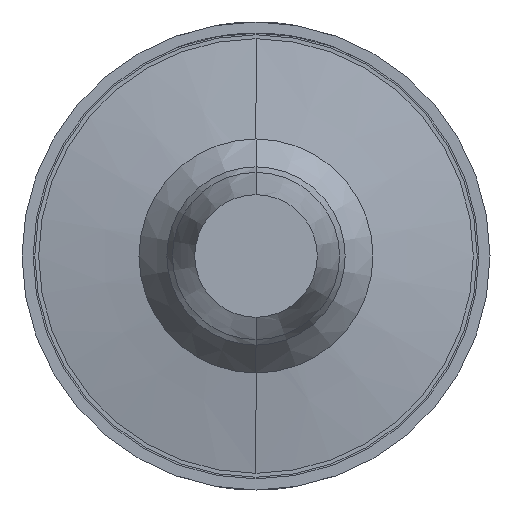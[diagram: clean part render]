
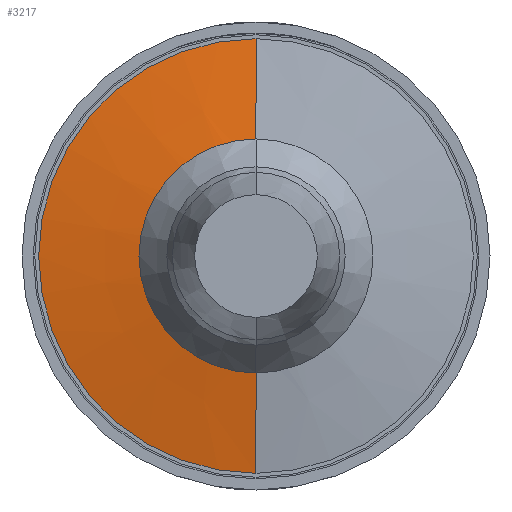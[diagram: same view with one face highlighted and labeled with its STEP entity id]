
A CAD part, front view. The second image highlights one B-rep face of the part: STEP entity #3217.
In plain terms, the highlighted conical face has half-angle 80.134 degrees and reference radius 0.8 mm.
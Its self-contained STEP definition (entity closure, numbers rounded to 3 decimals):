
#152 = CARTESIAN_POINT ( 'NONE',  ( 0., -41.6, 0. ) ) ;
#272 = CARTESIAN_POINT ( 'NONE',  ( 0., -41.6, -0.8 ) ) ;
#326 = CARTESIAN_POINT ( 'NONE',  ( 0., -41.4, 0. ) ) ;
#586 = CARTESIAN_POINT ( 'NONE',  ( 0., -41.6, 0.8 ) ) ;
#686 = ORIENTED_EDGE ( 'NONE', *, *, #6298, .T. ) ;
#820 = VERTEX_POINT ( 'NONE', #3408 ) ;
#1161 = LINE ( 'NONE', #586, #4833 ) ;
#1222 = EDGE_LOOP ( 'NONE', ( #2621, #686, #1611, #2458 ) ) ;
#1436 = CARTESIAN_POINT ( 'NONE',  ( 0., -41.4, 1.95 ) ) ;
#1459 = VERTEX_POINT ( 'NONE', #6378 ) ;
#1611 = ORIENTED_EDGE ( 'NONE', *, *, #2375, .T. ) ;
#1828 = AXIS2_PLACEMENT_3D ( 'NONE', #326, #4395, #6005 ) ;
#1985 = LINE ( 'NONE', #272, #3897 ) ;
#2197 = EDGE_CURVE ( 'Defeature ausgef�hrt1_24+Defeature ausgef�hrt1_23+Defeature ausgef�hrt1_23+Defeature ausgef�hrt1_23', #5921, #1459, #3125, .T. ) ;
#2212 = DIRECTION ( 'NONE',  ( 0., 0., 1. ) ) ;
#2229 = CIRCLE ( 'NONE', #1828, 1.95 ) ;
#2375 = EDGE_CURVE ( 'Defeature ausgef�hrt1_23+Defeature ausgef�hrt1_22+Defeature ausgef�hrt1_22+Defeature ausgef�hrt1_22', #6203, #820, #2229, .T. ) ;
#2458 = ORIENTED_EDGE ( 'NONE', *, *, #3714, .F. ) ;
#2520 = AXIS2_PLACEMENT_3D ( 'NONE', #152, #5249, #2212 ) ;
#2621 = ORIENTED_EDGE ( 'NONE', *, *, #2197, .F. ) ;
#2714 = CONICAL_SURFACE ( 'NONE', #3630, 0.8, 1.399 ) ;
#3125 = CIRCLE ( 'NONE', #2520, 0.8 ) ;
#3203 = CARTESIAN_POINT ( 'NONE',  ( 0., -41.6, 0. ) ) ;
#3217 = ADVANCED_FACE ( 'Defeature ausgef�hrt1_23', ( #5576 ), #2714, .T. ) ;
#3408 = CARTESIAN_POINT ( 'NONE',  ( 0., -41.4, -1.95 ) ) ;
#3630 = AXIS2_PLACEMENT_3D ( 'NONE', #3203, #5803, #6336 ) ;
#3714 = EDGE_CURVE ( 'NONE', #1459, #820, #1985, .T. ) ;
#3897 = VECTOR ( 'NONE', #5410, 1000. ) ;
#4395 = DIRECTION ( 'NONE',  ( 0., -1., 0. ) ) ;
#4687 = DIRECTION ( 'NONE',  ( 0., 0.171, 0.985 ) ) ;
#4833 = VECTOR ( 'NONE', #4687, 1000. ) ;
#5249 = DIRECTION ( 'NONE',  ( 0., -1., 0. ) ) ;
#5410 = DIRECTION ( 'NONE',  ( 0., 0.171, -0.985 ) ) ;
#5576 = FACE_OUTER_BOUND ( 'NONE', #1222, .T. ) ;
#5803 = DIRECTION ( 'NONE',  ( 0., 1., 0. ) ) ;
#5921 = VERTEX_POINT ( 'NONE', #6324 ) ;
#6005 = DIRECTION ( 'NONE',  ( 0., 0., 1. ) ) ;
#6203 = VERTEX_POINT ( 'NONE', #1436 ) ;
#6298 = EDGE_CURVE ( 'NONE', #5921, #6203, #1161, .T. ) ;
#6324 = CARTESIAN_POINT ( 'NONE',  ( 0., -41.6, 0.8 ) ) ;
#6336 = DIRECTION ( 'NONE',  ( 0., 0., -1. ) ) ;
#6378 = CARTESIAN_POINT ( 'NONE',  ( 0., -41.6, -0.8 ) ) ;
